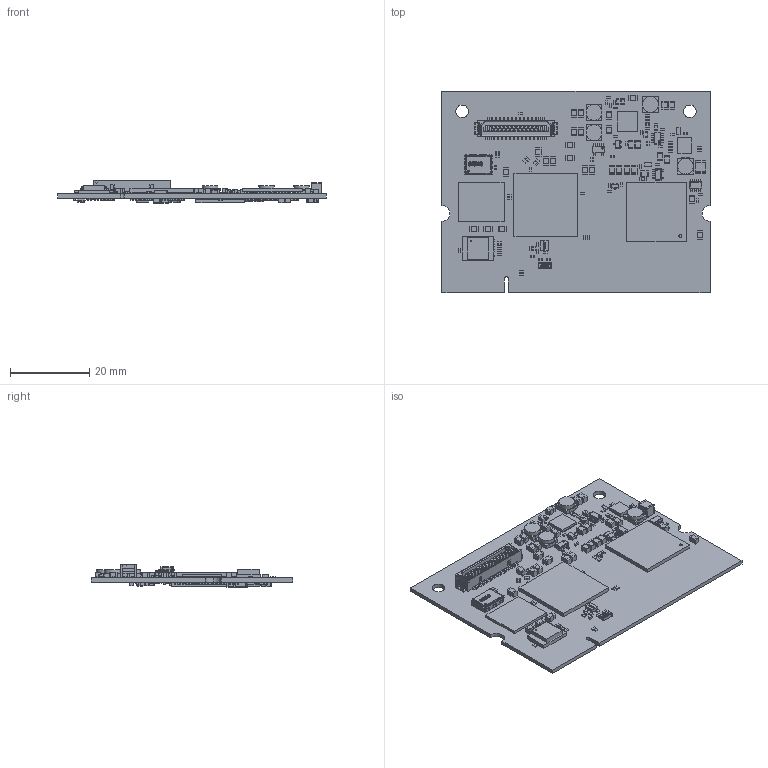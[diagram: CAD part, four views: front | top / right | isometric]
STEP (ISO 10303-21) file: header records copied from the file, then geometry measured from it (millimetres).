
FILE_DESCRIPTION(('Open CASCADE Model'),'2;1');
FILE_NAME('Open CASCADE Shape Model','2022-04-25T07:36:31',('Author'),( 'Open CASCADE'),'Open CASCADE STEP processor 6.8','Open CASCADE 6.8' ,'Unknown');
FILE_SCHEMA(('AUTOMOTIVE_DESIGN { 1 0 10303 214 1 1 1 1 }'));
Length unit declared in the file: millimetre
Products named in the file (512): PCB; Board; Open CASCADE STEP translator 6.8 1.1.1; Open CASCADE STEP translator 6.8 1.1.1.1; U4; 6567719552; Extruded; R37; 6533699632; 6533699472; 6533699312; R16; R15; 6533694432; 6533694832; 6533694672; U14; SOT-23-5_H145; NOPB; Component1; Component2; Component3; Component4; Component5; Component6; Component7; L8; 6533698912; 6533698752; L7; 6567720592; 6567720432; C175; 6533698032; 6533697872; C174; C173; 6533693952; 6533693792; U13 ...
Assembly tree (1283 placements, depth 6):
  PCB
    Board
      Open CASCADE STEP translator 6.8 1.1.1
        Open CASCADE STEP translator 6.8 1.1.1.1
    U4
      6567719552
        Extruded
    U4
      6567719552
        Extruded
    U4
      6567719552
        Extruded
    U4
      6567719552
        Extruded
    R37
      6533699632
        Extruded
      6533699472  x2
        Extruded
      6533699312
        Extruded
    R16
      6533699632
        Extruded
      6533699472  x2
        Extruded
      6533699312
        Extruded
    R15
      6533694432
        Extruded
      6533694832  x2
        Extruded
      6533694672
        Extruded
    U14
      SOT-23-5_H145
        NOPB
          Component1
          Component2
          Component3
          Component4
          Component5
          Component6
          Component7
    L8
      6533698912
        Extruded
      6533698752  x2
        Extruded
    L7
      6567720592
        Extruded
      6567720432  x2
        Extruded
    C175
      6533698032  x2
        Extruded
Bounding box: 67.6 x 50.8 x 5.63 mm (x, y, z)
Volume: 5270.4 mm3; surface area: 13504.7 mm2
Topology: 1327 solids, 1328 shells, 9858 faces, 22578 edges, 14722 vertices
Faces by surface type: plane 8015, cylinder 1219, sphere 402, extrusion 110, bspline 98, torus 6, revolution 4, cone 4
Full cylindrical faces by diameter (mm): 0.274 x1, 0.388 x1, 0.751 x1, 0.925 x1, 1.35 x2, 3.174 x2, 4 x4
Entity records: 181056 total; most frequent: CARTESIAN_POINT 33723, DIRECTION 25389, ORIENTED_EDGE 23271, EDGE_CURVE 11636, VECTOR 8977, LINE 8867, AXIS2_PLACEMENT_3D 8204, VERTEX_POINT 7882
